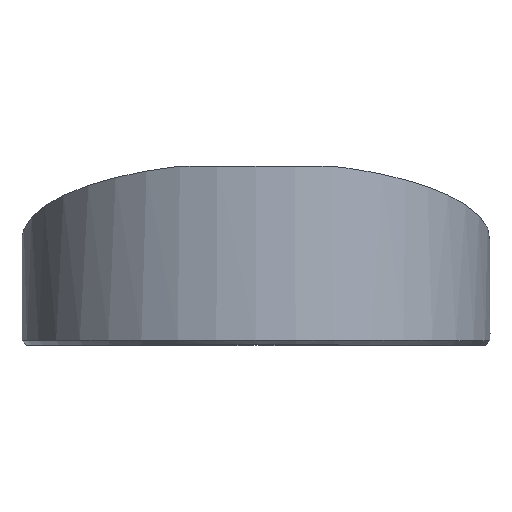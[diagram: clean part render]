
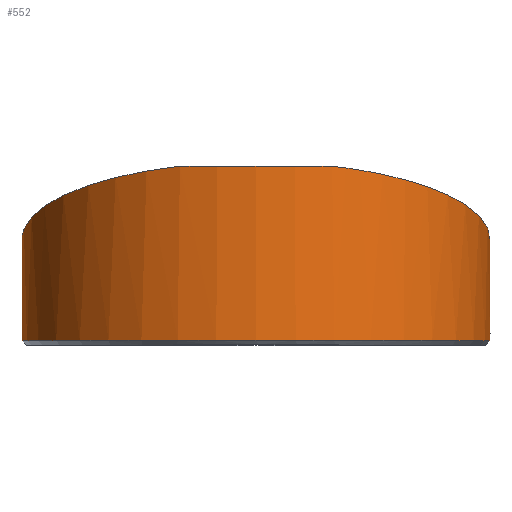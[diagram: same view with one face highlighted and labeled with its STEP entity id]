
A CAD part, top view. The second image highlights one B-rep face of the part: STEP entity #552.
In plain terms, the highlighted cylindrical face has radius 12.7 mm (diameter 25.4 mm), a full revolution.
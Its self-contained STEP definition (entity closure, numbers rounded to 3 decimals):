
#33 = CARTESIAN_POINT ( 'NONE',  ( -12.692, 0.65, -0.45 ) ) ;
#37 = CARTESIAN_POINT ( 'NONE',  ( 0., 0.65, 0. ) ) ;
#40 = CARTESIAN_POINT ( 'NONE',  ( -12.692, 9.7, 0.45 ) ) ;
#49 = ORIENTED_EDGE ( 'NONE', *, *, #114, .T. ) ;
#53 = CARTESIAN_POINT ( 'NONE',  ( 0., 0.65, 0. ) ) ;
#56 = ORIENTED_EDGE ( 'NONE', *, *, #480, .T. ) ;
#67 = CARTESIAN_POINT ( 'NONE',  ( 12.692, 0.65, 0.45 ) ) ;
#76 = EDGE_CURVE ( 'NONE', #209, #299, #445, .T. ) ;
#77 = CARTESIAN_POINT ( 'NONE',  ( -12.692, 9.7, -0.45 ) ) ;
#84 = DIRECTION ( 'NONE',  ( 0., -1., 0. ) ) ;
#89 = VERTEX_POINT ( 'NONE', #386 ) ;
#93 = AXIS2_PLACEMENT_3D ( 'NONE', #720, #535, #790 ) ;
#101 = CARTESIAN_POINT ( 'NONE',  ( 18.838, 1.6, -12.7 ) ) ;
#105 = DIRECTION ( 'NONE',  ( 0., 0., -1. ) ) ;
#114 = EDGE_CURVE ( 'NONE', #89, #209, #191, .T. ) ;
#133 = EDGE_LOOP ( 'NONE', ( #49, #551, #290, #56, #163, #668, #463, #417 ) ) ;
#143 = CIRCLE ( 'NONE', #564, 12.7 ) ;
#152 = ORIENTED_EDGE ( 'NONE', *, *, #774, .T. ) ;
#162 = CARTESIAN_POINT ( 'NONE',  ( 4.132, 9.7, 12.009 ) ) ;
#163 = ORIENTED_EDGE ( 'NONE', *, *, #599, .T. ) ;
#165 = AXIS2_PLACEMENT_3D ( 'NONE', #312, #432, #197 ) ;
#191 = CIRCLE ( 'NONE', #165, 12.7 ) ;
#197 = DIRECTION ( 'NONE',  ( 0., 0., -1. ) ) ;
#209 = VERTEX_POINT ( 'NONE', #281 ) ;
#219 = EDGE_CURVE ( 'NONE', #789, #370, #727, .T. ) ;
#220 = FACE_OUTER_BOUND ( 'NONE', #683, .T. ) ;
#222 = CIRCLE ( 'NONE', #93, 12.7 ) ;
#228 = CYLINDRICAL_SURFACE ( 'NONE', #729, 12.7 ) ;
#235 = CARTESIAN_POINT ( 'NONE',  ( -12.692, 0.25, 0.45 ) ) ;
#263 = CARTESIAN_POINT ( 'NONE',  ( -21.945, 7.691, 5.88 ) ) ;
#270 = CARTESIAN_POINT ( 'NONE',  ( 12.692, 9.7, 0.45 ) ) ;
#271 = CARTESIAN_POINT ( 'NONE',  ( -4.132, 9.7, 12.009 ) ) ;
#275 = DIRECTION ( 'NONE',  ( 0., 0., -1. ) ) ;
#281 = CARTESIAN_POINT ( 'NONE',  ( -12.692, 0.25, -0.45 ) ) ;
#285 = ORIENTED_EDGE ( 'NONE', *, *, #300, .T. ) ;
#290 = ORIENTED_EDGE ( 'NONE', *, *, #592, .T. ) ;
#299 = VERTEX_POINT ( 'NONE', #33 ) ;
#300 = EDGE_CURVE ( 'NONE', #586, #538, #491, .T. ) ;
#305 = VECTOR ( 'NONE', #334, 1000. ) ;
#312 = CARTESIAN_POINT ( 'NONE',  ( 0., 0.25, 0. ) ) ;
#334 = DIRECTION ( 'NONE',  ( 0., -1., 0. ) ) ;
#370 = VERTEX_POINT ( 'NONE', #543 ) ;
#384 = AXIS2_PLACEMENT_3D ( 'NONE', #734, #84, #750 ) ;
#386 = CARTESIAN_POINT ( 'NONE',  ( 12.692, 0.25, -0.45 ) ) ;
#400 = DIRECTION ( 'NONE',  ( 0., 1., 0. ) ) ;
#401 = CARTESIAN_POINT ( 'NONE',  ( 0., 1.6, -12.7 ) ) ;
#415 = DIRECTION ( 'NONE',  ( 0., -1., 0. ) ) ;
#417 = ORIENTED_EDGE ( 'NONE', *, *, #698, .T. ) ;
#419 = DIRECTION ( 'NONE',  ( 0., 0., -1. ) ) ;
#432 = DIRECTION ( 'NONE',  ( 0., 1., 0. ) ) ;
#434 = VERTEX_POINT ( 'NONE', #788 ) ;
#445 = LINE ( 'NONE', #77, #539 ) ;
#463 = ORIENTED_EDGE ( 'NONE', *, *, #219, .T. ) ;
#468 = CARTESIAN_POINT ( 'NONE',  ( 4.132, 9.7, 12.009 ) ) ;
#476 = LINE ( 'NONE', #716, #679 ) ;
#480 = EDGE_CURVE ( 'NONE', #434, #648, #708, .T. ) ;
#482 = CARTESIAN_POINT ( 'NONE',  ( -4.132, 9.7, 12.009 ) ) ;
#489 = AXIS2_PLACEMENT_3D ( 'NONE', #37, #701, #275 ) ;
#491 =( BOUNDED_CURVE ( )  B_SPLINE_CURVE ( 3, ( #271, #263, #570, #401, #101, #709, #162 ),
 .UNSPECIFIED., .F., .F. ) 
 B_SPLINE_CURVE_WITH_KNOTS ( ( 4, 3, 4 ),
 ( 3.473, 6.283, 9.093 ),
 .UNSPECIFIED. ) 
 CURVE ( )  GEOMETRIC_REPRESENTATION_ITEM ( )  RATIONAL_B_SPLINE_CURVE ( ( 1., 0.443, 0.443, 1., 0.443, 0.443, 1. ) ) 
 REPRESENTATION_ITEM ( '' )  );
#501 = EDGE_CURVE ( 'NONE', #545, #789, #517, .T. ) ;
#512 = FACE_OUTER_BOUND ( 'NONE', #133, .T. ) ;
#517 = LINE ( 'NONE', #270, #628 ) ;
#526 = CARTESIAN_POINT ( 'NONE',  ( 12.692, 0.25, 0.45 ) ) ;
#535 = DIRECTION ( 'NONE',  ( 0., 1., 0. ) ) ;
#538 = VERTEX_POINT ( 'NONE', #468 ) ;
#539 = VECTOR ( 'NONE', #622, 1000. ) ;
#543 = CARTESIAN_POINT ( 'NONE',  ( 12.692, 0.65, -0.45 ) ) ;
#545 = VERTEX_POINT ( 'NONE', #526 ) ;
#551 = ORIENTED_EDGE ( 'NONE', *, *, #76, .T. ) ;
#552 = ADVANCED_FACE ( 'NONE', ( #220, #512 ), #228, .T. ) ;
#564 = AXIS2_PLACEMENT_3D ( 'NONE', #53, #660, #419 ) ;
#570 = CARTESIAN_POINT ( 'NONE',  ( -18.838, 1.6, -12.7 ) ) ;
#580 = DIRECTION ( 'NONE',  ( 0., -1., 0. ) ) ;
#586 = VERTEX_POINT ( 'NONE', #482 ) ;
#592 = EDGE_CURVE ( 'NONE', #299, #434, #143, .T. ) ;
#599 = EDGE_CURVE ( 'NONE', #648, #545, #222, .T. ) ;
#622 = DIRECTION ( 'NONE',  ( 0., 1., 0. ) ) ;
#628 = VECTOR ( 'NONE', #400, 1000. ) ;
#648 = VERTEX_POINT ( 'NONE', #235 ) ;
#650 = CARTESIAN_POINT ( 'NONE',  ( 0., 9.7, 0. ) ) ;
#660 = DIRECTION ( 'NONE',  ( 0., 1., 0. ) ) ;
#668 = ORIENTED_EDGE ( 'NONE', *, *, #501, .T. ) ;
#679 = VECTOR ( 'NONE', #415, 1000. ) ;
#683 = EDGE_LOOP ( 'NONE', ( #152, #285 ) ) ;
#698 = EDGE_CURVE ( 'NONE', #370, #89, #476, .T. ) ;
#701 = DIRECTION ( 'NONE',  ( 0., 1., 0. ) ) ;
#708 = LINE ( 'NONE', #40, #305 ) ;
#709 = CARTESIAN_POINT ( 'NONE',  ( 21.945, 7.691, 5.88 ) ) ;
#716 = CARTESIAN_POINT ( 'NONE',  ( 12.692, 9.7, -0.45 ) ) ;
#720 = CARTESIAN_POINT ( 'NONE',  ( 0., 0.25, 0. ) ) ;
#727 = CIRCLE ( 'NONE', #489, 12.7 ) ;
#729 = AXIS2_PLACEMENT_3D ( 'NONE', #650, #580, #105 ) ;
#734 = CARTESIAN_POINT ( 'NONE',  ( 0., 9.7, 0. ) ) ;
#750 = DIRECTION ( 'NONE',  ( 0., 0., -1. ) ) ;
#767 = CIRCLE ( 'NONE', #384, 12.7 ) ;
#774 = EDGE_CURVE ( 'NONE', #538, #586, #767, .T. ) ;
#788 = CARTESIAN_POINT ( 'NONE',  ( -12.692, 0.65, 0.45 ) ) ;
#789 = VERTEX_POINT ( 'NONE', #67 ) ;
#790 = DIRECTION ( 'NONE',  ( 0., 0., -1. ) ) ;
